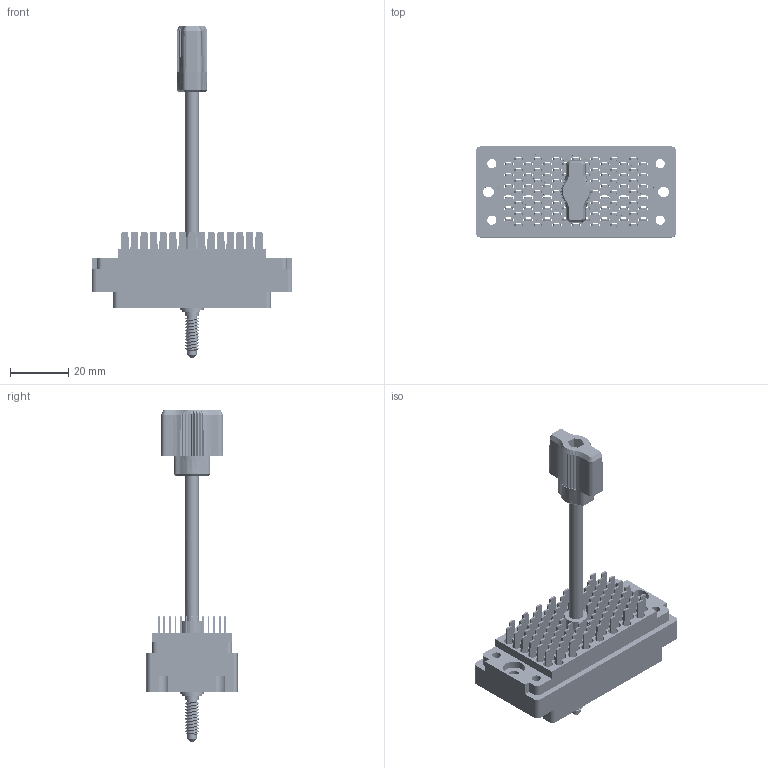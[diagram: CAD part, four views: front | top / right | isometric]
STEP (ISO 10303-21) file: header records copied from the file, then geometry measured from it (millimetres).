
FILE_DESCRIPTION (( 'STEP AP203' ), '1' );
FILE_NAME ('516-090-501-305.STEP', '2020-09-08T06:36:19', ( '' ), ( '' ), 'SwSTEP 2.0', 'SolidWorks 2020', '' );
FILE_SCHEMA (( 'CONFIG_CONTROL_DESIGN' ));
Length unit declared in the file: inch
Products named in the file (10): 516-090-501-305; 516-292-001_501 Contact; 516-253-095-100; 516 Plug Insulator_090; 516-254-091-109; Grub Screw; 516-251-095-100; Actuating Screw Assy 090-120; 516-250-091-111; 516-253-190-107
Assembly tree (99 placements, depth 3):
  516-090-501-305
    516 Plug Insulator_090
    516-292-001_501 Contact  x90
    Actuating Screw Assy 090-120
      516-251-095-100
      516-254-091-109
      516-253-095-100  x2
      516-253-190-107
      516-250-091-111
      Grub Screw
Bounding box: 69.04 x 31.34 x 114.34 mm (x, y, z)
Volume: 25372.8 mm3; surface area: 43361.6 mm2
Topology: 98 solids, 98 shells, 8629 faces, 24975 edges, 16562 vertices
Faces by surface type: plane 5185, cylinder 2825, bspline 557, cone 62
Entity records: 84352 total; most frequent: CARTESIAN_POINT 20614, ORIENTED_EDGE 12902, DIRECTION 12365, EDGE_CURVE 6451, LINE 4665, VECTOR 4665, VERTEX_POINT 4272, AXIS2_PLACEMENT_3D 3850
